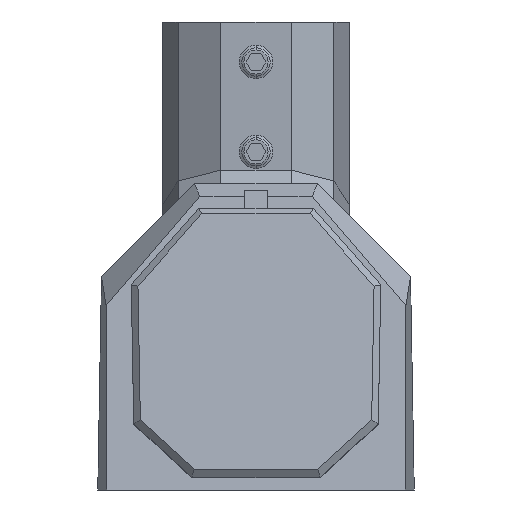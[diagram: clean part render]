
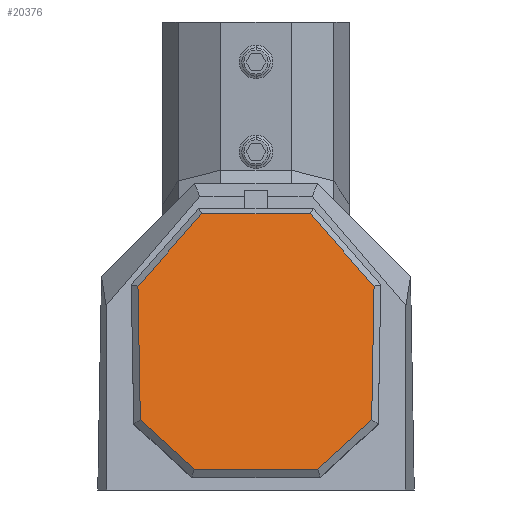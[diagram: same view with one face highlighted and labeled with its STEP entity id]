
A CAD part, front view. The second image highlights one B-rep face of the part: STEP entity #20376.
In plain terms, the highlighted face is planar.
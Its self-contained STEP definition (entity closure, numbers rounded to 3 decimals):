
#15817=DIRECTION('',(-0.682,0.,0.731));
#15818=VECTOR('',#15817,22.169);
#15819=CARTESIAN_POINT('',(38.95,0.,18.512));
#15820=LINE('',#15819,#15818);
#15824=DIRECTION('',(0.,0.,1.));
#15825=VECTOR('',#15824,37.024);
#15826=CARTESIAN_POINT('',(38.95,0.,-18.512));
#15827=LINE('',#15826,#15825);
#15831=DIRECTION('',(0.682,0.,0.731));
#15832=VECTOR('',#15831,22.169);
#15833=CARTESIAN_POINT('',(23.831,0.,-34.726));
#15834=LINE('',#15833,#15832);
#15838=DIRECTION('',(1.,0.,0.017));
#15839=VECTOR('',#15838,40.759);
#15840=CARTESIAN_POINT('',(-16.922,0.,-35.437));
#15841=LINE('',#15840,#15839);
#15845=DIRECTION('',(0.755,0.,-0.656));
#15846=VECTOR('',#15845,29.187);
#15847=CARTESIAN_POINT('',(-38.95,0.,-16.289));
#15848=LINE('',#15847,#15846);
#15852=DIRECTION('',(0.,0.,-1.));
#15853=VECTOR('',#15852,32.577);
#15854=CARTESIAN_POINT('',(-38.95,0.,16.289));
#15855=LINE('',#15854,#15853);
#15859=DIRECTION('',(-0.755,0.,-0.656));
#15860=VECTOR('',#15859,29.187);
#15861=CARTESIAN_POINT('',(-16.922,0.,35.437));
#15862=LINE('',#15861,#15860);
#15866=DIRECTION('',(-1.,0.,0.017));
#15867=VECTOR('',#15866,40.759);
#15868=CARTESIAN_POINT('',(23.831,0.,34.726));
#15869=LINE('',#15868,#15867);
#20325=CARTESIAN_POINT('',(38.95,0.,18.512));
#20326=CARTESIAN_POINT('',(23.831,0.,34.726));
#20327=VERTEX_POINT('',#20325);
#20328=VERTEX_POINT('',#20326);
#20329=CARTESIAN_POINT('',(-16.922,0.,35.437));
#20330=VERTEX_POINT('',#20329);
#20333=CARTESIAN_POINT('',(-38.95,0.,16.289));
#20334=VERTEX_POINT('',#20333);
#20339=CARTESIAN_POINT('',(-38.95,0.,-16.289));
#20340=VERTEX_POINT('',#20339);
#20343=CARTESIAN_POINT('',(-16.922,0.,-35.437));
#20344=VERTEX_POINT('',#20343);
#20347=CARTESIAN_POINT('',(23.831,0.,-34.726));
#20348=VERTEX_POINT('',#20347);
#20349=CARTESIAN_POINT('',(38.95,0.,-18.512));
#20350=VERTEX_POINT('',#20349);
#20353=CARTESIAN_POINT('',(0.,0.,0.));
#20354=DIRECTION('',(0.,1.,0.));
#20355=DIRECTION('',(1.,0.,0.));
#20356=AXIS2_PLACEMENT_3D('',#20353,#20354,#20355);
#20357=PLANE('',#20356);
#20359=ORIENTED_EDGE('',*,*,#20358,.F.);
#20361=ORIENTED_EDGE('',*,*,#20360,.F.);
#20363=ORIENTED_EDGE('',*,*,#20362,.F.);
#20365=ORIENTED_EDGE('',*,*,#20364,.F.);
#20367=ORIENTED_EDGE('',*,*,#20366,.F.);
#20369=ORIENTED_EDGE('',*,*,#20368,.F.);
#20371=ORIENTED_EDGE('',*,*,#20370,.F.);
#20373=ORIENTED_EDGE('',*,*,#20372,.F.);
#20374=EDGE_LOOP('',(#20359,#20361,#20363,#20365,#20367,#20369,#20371,#20373));
#20375=FACE_OUTER_BOUND('',#20374,.F.);
#20376=ADVANCED_FACE('',(#20375),#20357,.F.);
#20358=EDGE_CURVE('',#20327,#20328,#15820,.T.);
#20360=EDGE_CURVE('',#20350,#20327,#15827,.T.);
#20362=EDGE_CURVE('',#20348,#20350,#15834,.T.);
#20364=EDGE_CURVE('',#20344,#20348,#15841,.T.);
#20366=EDGE_CURVE('',#20340,#20344,#15848,.T.);
#20368=EDGE_CURVE('',#20334,#20340,#15855,.T.);
#20370=EDGE_CURVE('',#20330,#20334,#15862,.T.);
#20372=EDGE_CURVE('',#20328,#20330,#15869,.T.);
